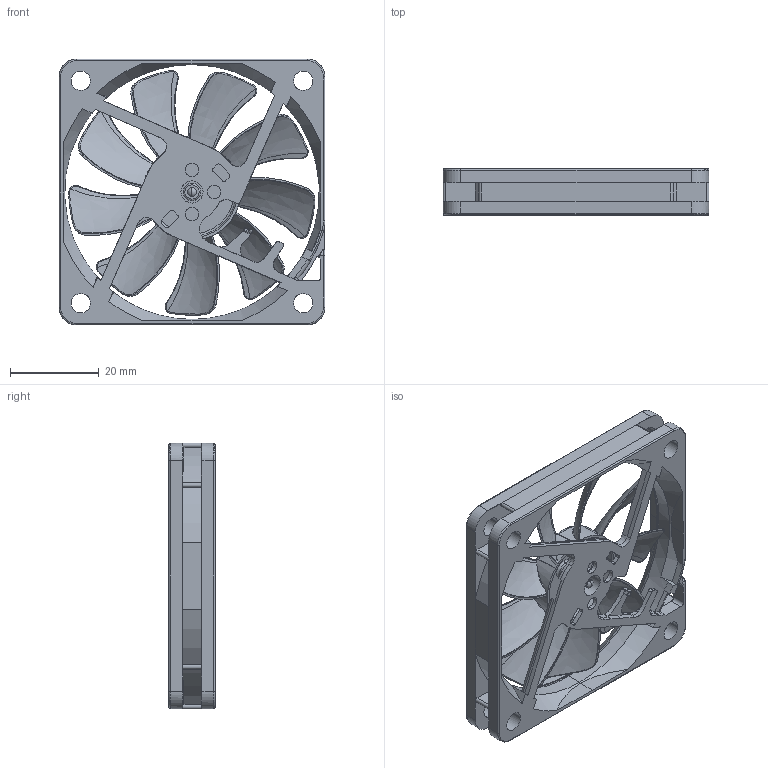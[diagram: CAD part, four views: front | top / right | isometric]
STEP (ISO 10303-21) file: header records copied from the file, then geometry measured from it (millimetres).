
FILE_DESCRIPTION((''),'2;1');
FILE_NAME('6010-X-KY_ASM','2020-08-18T',('Administrator'),(''),'PRO/ENGINEER BY PARAMETRIC TECHNOLOGY CORPORATION, 2010280','PRO/ENGINEER BY PARAMETRIC TECHNOLOGY CORPORATION, 2010280','');
FILE_SCHEMA(('CONFIG_CONTROL_DESIGN'));
Length unit declared in the file: millimetre
Products named in the file (4): FS-X_23; FS-Y_26; ASM0014_ASM_1_ASM; 6010-X-KY_ASM
Assembly tree (3 placements, depth 3):
  6010-X-KY_ASM
    ASM0014_ASM_1_ASM
      FS-X_23
      FS-Y_26
Bounding box: 60 x 10.4 x 60 mm (x, y, z)
Volume: 9209.2 mm3; surface area: 14292.4 mm2
Topology: 2 solids, 2 shells, 633 faces, 1697 edges, 1066 vertices
Faces by surface type: bspline 231, cylinder 151, plane 147, cone 62, torus 29, extrusion 9, sphere 4
Entity records: 37396 total; most frequent: CARTESIAN_POINT 23839, ORIENTED_EDGE 3386, DIRECTION 1935, EDGE_CURVE 1693, VERTEX_POINT 1066, B_SPLINE_CURVE_WITH_KNOTS 910, AXIS2_PLACEMENT_3D 732, EDGE_LOOP 671
